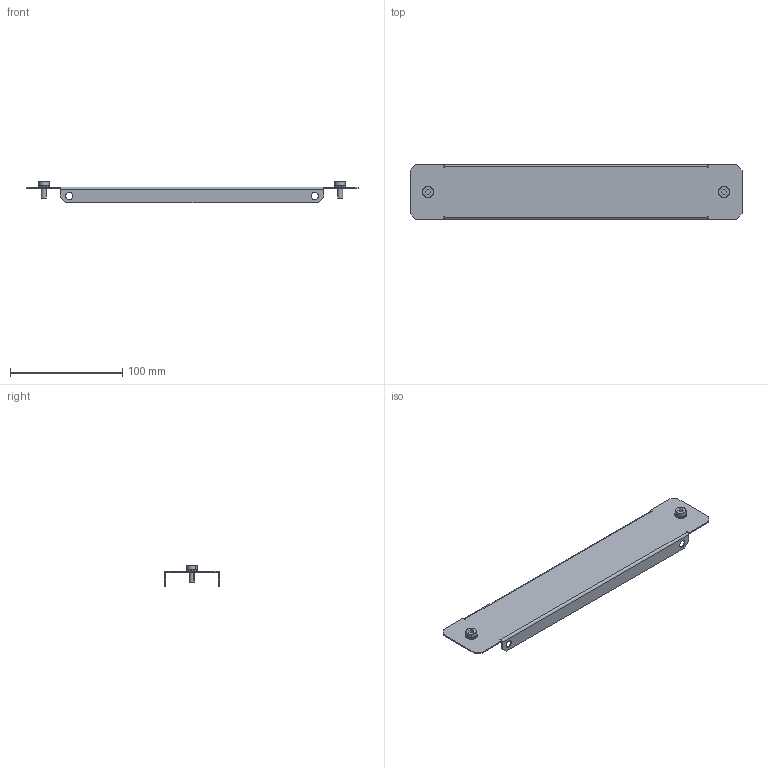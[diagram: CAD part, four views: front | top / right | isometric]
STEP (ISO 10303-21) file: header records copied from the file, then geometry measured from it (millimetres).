
FILE_DESCRIPTION (( 'STEP AP203' ), '1' );
FILE_NAME ('MA1.400.040000.01.00 Ïëàñòðîí Â50 Ø400 EKF AleSta-FP5M400.STEP', '2024-06-05T16:50:33', ( '' ), ( '' ), 'SwSTEP 2.0', 'SolidWorks 2021', '' );
FILE_SCHEMA (( 'CONFIG_CONTROL_DESIGN' ));
Length unit declared in the file: millimetre
Products named in the file (4): Âèíò_ðåçüáîâûäàâëèâàþùèé_Ì5õ12_DIN 7500E_Œ5å12; MA1.400.060000.01.01 Ïëàñòðîí Â50 Ø600 EKF AleSta_˜=400; øàéáà êîíòàêòíàÿ ñòîïîðíàÿ ñ íàñå÷êîé îöèíêîâàííàÿ ñòàëü Ì5; MA1.400.040000.01.00 Ïëàñòðîí Â50 Ø400 EKF AleSta-FP5M400
Assembly tree (5 placements, depth 2):
  MA1.400.040000.01.00 Ïëàñòðîí Â50 Ø400 EKF AleSta-FP5M400
    MA1.400.060000.01.01 Ïëàñòðîí Â50 Ø600 EKF AleSta_˜=400
    øàéáà êîíòàêòíàÿ ñòîïîðíàÿ ñ íàñå÷êîé îöèíêîâàííàÿ ñòàëü Ì5  x2
    Âèíò_ðåçüáîâûäàâëèâàþùèé_Ì5õ12_DIN 7500E_Œ5å12  x2
Bounding box: 296 x 49 x 19.2 mm (x, y, z)
Volume: 20975.5 mm3; surface area: 42256.6 mm2
Topology: 5 solids, 5 shells, 196 faces, 532 edges, 348 vertices
Faces by surface type: plane 160, cylinder 32, cone 4
Entity records: 4476 total; most frequent: DIRECTION 710, CARTESIAN_POINT 699, ORIENTED_EDGE 684, EDGE_CURVE 342, VECTOR 244, LINE 244, AXIS2_PLACEMENT_3D 233, VERTEX_POINT 222
